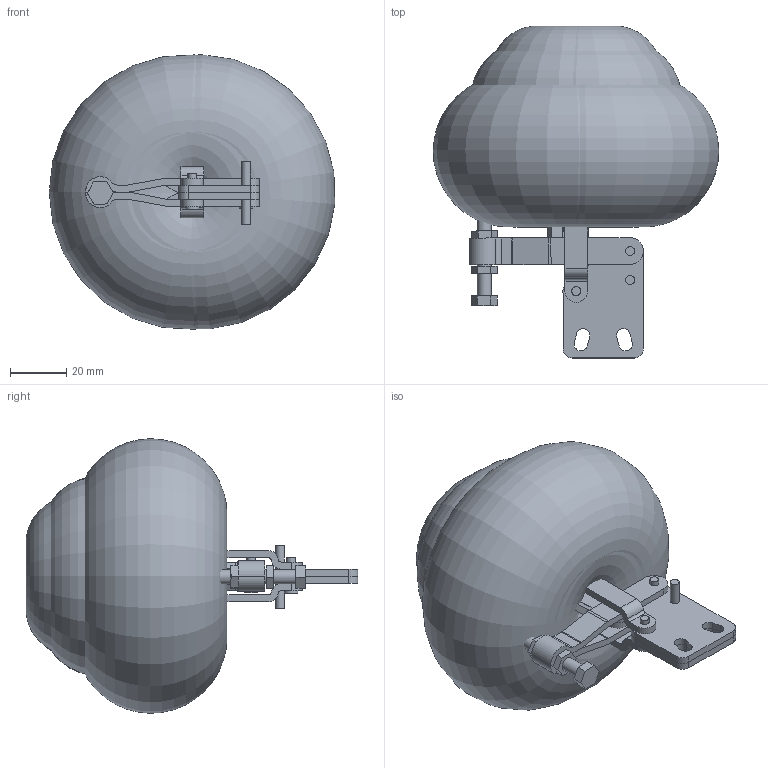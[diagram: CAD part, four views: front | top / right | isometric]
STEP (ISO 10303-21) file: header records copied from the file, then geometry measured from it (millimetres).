
FILE_DESCRIPTION(/* description */ ('Alibre Inc.'),/* implementation_level */ '2;1');
FILE_NAME(/* name */ 'export0',/* time_stamp */ '2012-02-17T12:05:12+01:00',/* author */ (''),/* organization */ (''),/* preprocessor_version */ 'ST-DEVELOPER v12',/* originating_system */ 'Alibre',/* authorisation */ '');
FILE_SCHEMA (('CONFIG_CONTROL_DESIGN'));
Length unit declared in the file: millimetre
Products named in the file (1): ID_1
Bounding box: 101.41 x 117.87 x 97.5 mm (x, y, z)
Volume: 14060.5 mm3; surface area: 134765.9 mm2
Topology: 17 solids, 18 shells, 287 faces, 740 edges, 428 vertices
Faces by surface type: cylinder 140, plane 131, torus 16
Full cylindrical faces by diameter (mm): 3.105 x4, 3.175 x1, 3.225 x8, 3.25 x10, 4.8 x4, 5 x3
Entity records: 8296 total; most frequent: DIRECTION 1403, CARTESIAN_POINT 1371, ORIENTED_EDGE 1360, EDGE_CURVE 680, AXIS2_PLACEMENT_3D 585, VERTEX_POINT 406, VECTOR 380, LINE 380
